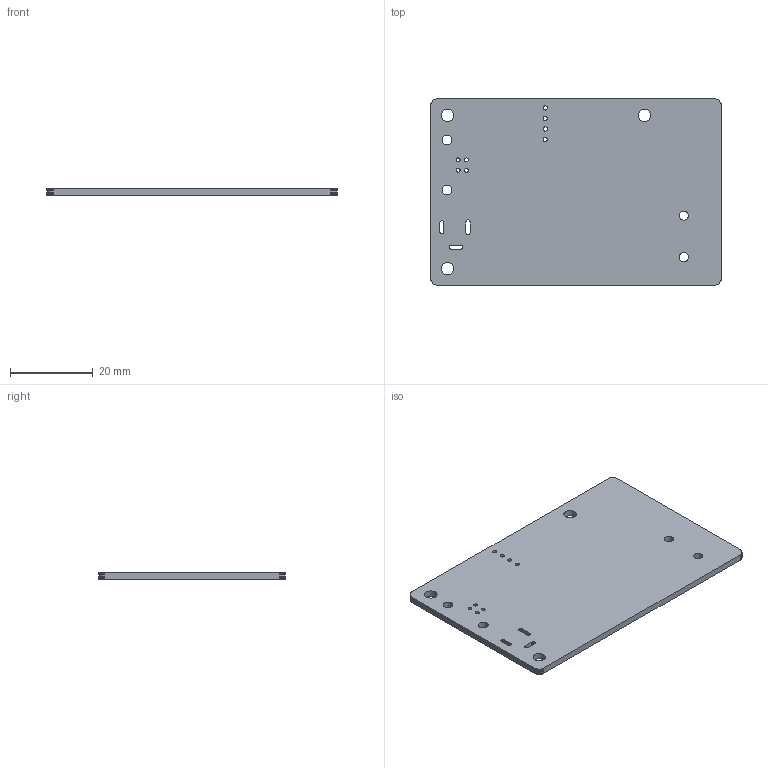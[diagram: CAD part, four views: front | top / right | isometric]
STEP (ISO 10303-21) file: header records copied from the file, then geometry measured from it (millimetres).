
FILE_DESCRIPTION(('KiCad electronic assembly'),'2;1');
FILE_NAME('base.step','2023-03-12T00:57:40',('Pcbnew'),('Kicad'), 'Open CASCADE STEP processor 7.6','KiCad to STEP converter','Unknown' );
FILE_SCHEMA(('AUTOMOTIVE_DESIGN { 1 0 10303 214 1 1 1 1 }'));
Length unit declared in the file: millimetre
Products named in the file (2): base 1; PCB
Assembly tree (1 placements, depth 2):
  base 1
    PCB
Bounding box: 70 x 45 x 1.58 mm (x, y, z)
Volume: 4891 mm3; surface area: 6715.2 mm2
Topology: 1 solids, 1 shells, 133 faces, 393 edges, 262 vertices
Faces by surface type: plane 118, cylinder 15
Full cylindrical faces by diameter (mm): 0.92 x4, 1 x4, 2.2 x2, 2.33 x2, 3 x3
Entity records: 9695 total; most frequent: CARTESIAN_POINT 1756, DIRECTION 1449, LINE 1119, VECTOR 1119, ORIENTED_EDGE 786, PCURVE 786, DEFINITIONAL_REPRESENTATION 786, EDGE_CURVE 393
